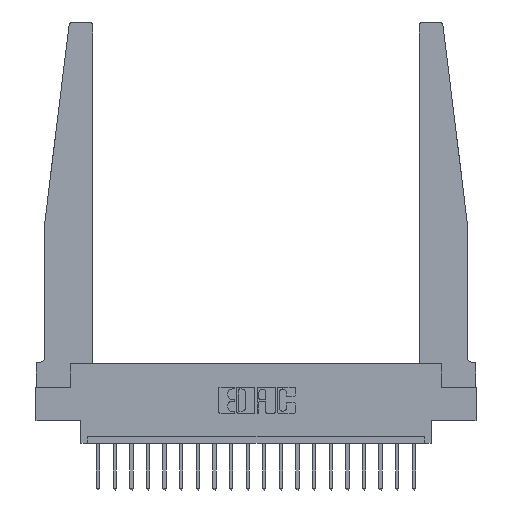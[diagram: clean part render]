
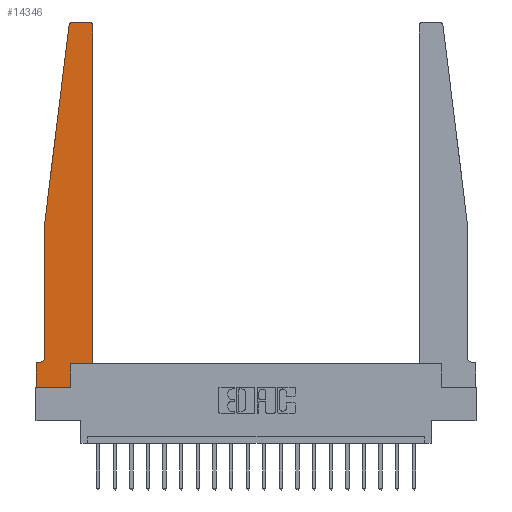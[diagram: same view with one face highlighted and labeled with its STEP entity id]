
A CAD part, top view. The second image highlights one B-rep face of the part: STEP entity #14346.
In plain terms, the highlighted planar face has unit normal (0, 0, 1).
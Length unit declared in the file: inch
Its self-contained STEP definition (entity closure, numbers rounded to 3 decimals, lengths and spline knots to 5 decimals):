
#498 = DIRECTION ( 'NONE',  ( -1., 0., 0. ) ) ;
#531 = ORIENTED_EDGE ( 'NONE', *, *, #18144, .T. ) ;
#877 = VECTOR ( 'NONE', #16039, 39.37008 ) ;
#963 = VECTOR ( 'NONE', #11060, 39.37008 ) ;
#1685 = CARTESIAN_POINT ( 'NONE',  ( 0.065, 1.25, 0.37 ) ) ;
#1836 = VERTEX_POINT ( 'NONE', #15899 ) ;
#1890 = CARTESIAN_POINT ( 'NONE',  ( 0., 0.1875, 0.37 ) ) ;
#1977 = EDGE_CURVE ( 'NONE', #4707, #1836, #14727, .T. ) ;
#2161 = CARTESIAN_POINT ( 'NONE',  ( 0.065, 0.1875, 0.37 ) ) ;
#2543 = DIRECTION ( 'NONE',  ( 1., 0., 0. ) ) ;
#2861 = VERTEX_POINT ( 'NONE', #11992 ) ;
#2872 = CARTESIAN_POINT ( 'NONE',  ( 0.425, 0.18, 0.37 ) ) ;
#3113 = VERTEX_POINT ( 'NONE', #9669 ) ;
#3571 = CARTESIAN_POINT ( 'NONE',  ( 0., 0., 0.37 ) ) ;
#3662 = ORIENTED_EDGE ( 'NONE', *, *, #8265, .T. ) ;
#3818 = EDGE_CURVE ( 'NONE', #15454, #19090, #18947, .T. ) ;
#3820 = VECTOR ( 'NONE', #4749, 39.37008 ) ;
#3960 = DIRECTION ( 'NONE',  ( 0., -1., 0. ) ) ;
#4429 = EDGE_CURVE ( 'NONE', #3113, #12315, #6232, .T. ) ;
#4669 = VECTOR ( 'NONE', #3960, 39.37008 ) ;
#4707 = VERTEX_POINT ( 'NONE', #10791 ) ;
#4749 = DIRECTION ( 'NONE',  ( -1., 0., 0. ) ) ;
#4781 = CARTESIAN_POINT ( 'NONE',  ( 0.395, 2.72, 0.37 ) ) ;
#4954 = CARTESIAN_POINT ( 'NONE',  ( 0.065, 1.25, 0.37 ) ) ;
#4956 = CARTESIAN_POINT ( 'NONE',  ( 0.425, 0.18, 0.37 ) ) ;
#5735 = VERTEX_POINT ( 'NONE', #4954 ) ;
#5865 = DIRECTION ( 'NONE',  ( 0., 0., 1. ) ) ;
#5896 = LINE ( 'NONE', #12390, #15174 ) ;
#6036 = CARTESIAN_POINT ( 'NONE',  ( 0.425, 2.72, 0.37 ) ) ;
#6232 = LINE ( 'NONE', #19123, #3820 ) ;
#6575 = DIRECTION ( 'NONE',  ( 0., 0., 1. ) ) ;
#6729 = VERTEX_POINT ( 'NONE', #17584 ) ;
#7074 = EDGE_LOOP ( 'NONE', ( #7952, #13628, #10313, #18317, #531, #13103, #15673, #3662, #9100, #11287, #8996, #14212 ) ) ;
#7789 = CARTESIAN_POINT ( 'NONE',  ( 0., 0., 0.37 ) ) ;
#7952 = ORIENTED_EDGE ( 'NONE', *, *, #4429, .T. ) ;
#8094 = EDGE_CURVE ( 'NONE', #5735, #2861, #9530, .T. ) ;
#8265 = EDGE_CURVE ( 'NONE', #16702, #19005, #17919, .T. ) ;
#8416 = DIRECTION ( 'NONE',  ( 1., 0., 0. ) ) ;
#8453 = VECTOR ( 'NONE', #8416, 39.37008 ) ;
#8996 = ORIENTED_EDGE ( 'NONE', *, *, #3818, .T. ) ;
#9100 = ORIENTED_EDGE ( 'NONE', *, *, #17914, .T. ) ;
#9315 = DIRECTION ( 'NONE',  ( -1., 0., 0. ) ) ;
#9530 = LINE ( 'NONE', #1685, #877 ) ;
#9622 = CARTESIAN_POINT ( 'NONE',  ( 0.2605, 0.18, 0.37 ) ) ;
#9623 = DIRECTION ( 'NONE',  ( 0., 0., 1. ) ) ;
#9669 = CARTESIAN_POINT ( 'NONE',  ( 0.395, 2.75, 0.37 ) ) ;
#9936 = DIRECTION ( 'NONE',  ( 1., 0., 0. ) ) ;
#10028 = DIRECTION ( 'NONE',  ( 1., 0., 0. ) ) ;
#10313 = ORIENTED_EDGE ( 'NONE', *, *, #16231, .T. ) ;
#10332 = CARTESIAN_POINT ( 'NONE',  ( 0., 0., 0.37 ) ) ;
#10613 = DIRECTION ( 'NONE',  ( -0.122, -0.992, 0. ) ) ;
#10666 = CARTESIAN_POINT ( 'NONE',  ( 0.27653, 2.72, 0.37 ) ) ;
#10791 = CARTESIAN_POINT ( 'NONE',  ( 0.015, 0.1875, 0.37 ) ) ;
#10834 = CARTESIAN_POINT ( 'NONE',  ( 0.065, 1.25, 0.37 ) ) ;
#11060 = DIRECTION ( 'NONE',  ( 0., 1., 0. ) ) ;
#11287 = ORIENTED_EDGE ( 'NONE', *, *, #19643, .T. ) ;
#11305 = CIRCLE ( 'NONE', #14667, 0.03 ) ;
#11919 = LINE ( 'NONE', #10332, #4669 ) ;
#11992 = CARTESIAN_POINT ( 'NONE',  ( 0.065, 0.2375, 0.37 ) ) ;
#12315 = VERTEX_POINT ( 'NONE', #12490 ) ;
#12390 = CARTESIAN_POINT ( 'NONE',  ( 0.2605, 0.18, 0.37 ) ) ;
#12456 = DIRECTION ( 'NONE',  ( 0., 0., -1. ) ) ;
#12490 = CARTESIAN_POINT ( 'NONE',  ( 0.27653, 2.75, 0.37 ) ) ;
#12640 = CARTESIAN_POINT ( 'NONE',  ( 0.425, 0.18, 0.37 ) ) ;
#12734 = EDGE_CURVE ( 'NONE', #12315, #6729, #11305, .T. ) ;
#12816 = AXIS2_PLACEMENT_3D ( 'NONE', #15936, #12456, #9315 ) ;
#13103 = ORIENTED_EDGE ( 'NONE', *, *, #1977, .T. ) ;
#13628 = ORIENTED_EDGE ( 'NONE', *, *, #12734, .T. ) ;
#14036 = AXIS2_PLACEMENT_3D ( 'NONE', #1890, #9623, #10028 ) ;
#14212 = ORIENTED_EDGE ( 'NONE', *, *, #20422, .T. ) ;
#14229 = DIRECTION ( 'NONE',  ( 1., 0., 0. ) ) ;
#14346 = ADVANCED_FACE ( 'NONE', ( #14560 ), #16237, .T. ) ;
#14458 = EDGE_CURVE ( 'NONE', #1836, #16702, #11919, .T. ) ;
#14560 = FACE_OUTER_BOUND ( 'NONE', #7074, .T. ) ;
#14667 = AXIS2_PLACEMENT_3D ( 'NONE', #10666, #5865, #2543 ) ;
#14727 = LINE ( 'NONE', #2161, #16737 ) ;
#14758 = VECTOR ( 'NONE', #10613, 39.37008 ) ;
#14853 = CIRCLE ( 'NONE', #18203, 0.03 ) ;
#15174 = VECTOR ( 'NONE', #18803, 39.37008 ) ;
#15454 = VERTEX_POINT ( 'NONE', #2872 ) ;
#15673 = ORIENTED_EDGE ( 'NONE', *, *, #14458, .T. ) ;
#15899 = CARTESIAN_POINT ( 'NONE',  ( 0., 0.1875, 0.37 ) ) ;
#15936 = CARTESIAN_POINT ( 'NONE',  ( 0.015, 0.2375, 0.37 ) ) ;
#16039 = DIRECTION ( 'NONE',  ( 0., -1., 0. ) ) ;
#16231 = EDGE_CURVE ( 'NONE', #6729, #5735, #17133, .T. ) ;
#16237 = PLANE ( 'NONE',  #14036 ) ;
#16702 = VERTEX_POINT ( 'NONE', #7789 ) ;
#16737 = VECTOR ( 'NONE', #498, 39.37008 ) ;
#17051 = CARTESIAN_POINT ( 'NONE',  ( 0.2605, 0., 0.37 ) ) ;
#17133 = LINE ( 'NONE', #10834, #14758 ) ;
#17584 = CARTESIAN_POINT ( 'NONE',  ( 0.24675, 2.72367, 0.37 ) ) ;
#17914 = EDGE_CURVE ( 'NONE', #19005, #18800, #5896, .T. ) ;
#17919 = LINE ( 'NONE', #3571, #18299 ) ;
#18144 = EDGE_CURVE ( 'NONE', #2861, #4707, #19858, .T. ) ;
#18203 = AXIS2_PLACEMENT_3D ( 'NONE', #4781, #6575, #14229 ) ;
#18299 = VECTOR ( 'NONE', #9936, 39.37008 ) ;
#18317 = ORIENTED_EDGE ( 'NONE', *, *, #8094, .T. ) ;
#18800 = VERTEX_POINT ( 'NONE', #9622 ) ;
#18803 = DIRECTION ( 'NONE',  ( 0., 1., 0. ) ) ;
#18947 = LINE ( 'NONE', #12640, #963 ) ;
#19005 = VERTEX_POINT ( 'NONE', #17051 ) ;
#19090 = VERTEX_POINT ( 'NONE', #6036 ) ;
#19123 = CARTESIAN_POINT ( 'NONE',  ( 0.25, 2.75, 0.37 ) ) ;
#19334 = LINE ( 'NONE', #4956, #8453 ) ;
#19643 = EDGE_CURVE ( 'NONE', #18800, #15454, #19334, .T. ) ;
#19858 = CIRCLE ( 'NONE', #12816, 0.05 ) ;
#20422 = EDGE_CURVE ( 'NONE', #19090, #3113, #14853, .T. ) ;
